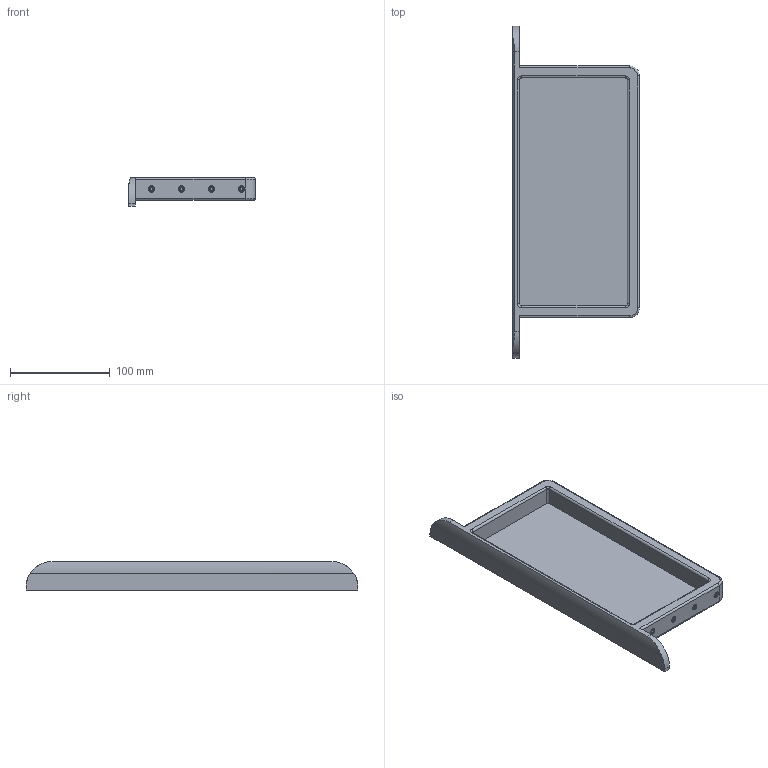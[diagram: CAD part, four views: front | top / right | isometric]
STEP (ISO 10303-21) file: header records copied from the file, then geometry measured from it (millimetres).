
FILE_DESCRIPTION (( 'STEP AP203' ), '1' );
FILE_NAME ('MS001-B.05.002SL.1.1 喲歾.step', '2021-08-27T10:59:19', ( 'Windows User' ), ( 'P R C' ), 'SwSTEP 2.0', 'SolidWorks 2016', '' );
FILE_SCHEMA (( 'CONFIG_CONTROL_DESIGN' ));
Length unit declared in the file: millimetre
Products named in the file (3): И杶-M4X5X4; MS001-B.05.002SL.1.1 喲歾; 喲歾
Assembly tree (11 placements, depth 2):
  MS001-B.05.002SL.1.1 喲歾
    喲歾
    И杶-M4X5X4  x10
Bounding box: 126.94 x 332 x 29 mm (x, y, z)
Volume: 275144.4 mm3; surface area: 103435 mm2
Topology: 11 solids, 11 shells, 2472 faces, 7131 edges, 4722 vertices
Faces by surface type: bspline 1448, cylinder 869, cone 80, plane 75
Entity records: 15738 total; most frequent: CARTESIAN_POINT 8472, ORIENTED_EDGE 1716, DIRECTION 936, EDGE_CURVE 858, VERTEX_POINT 564, B_SPLINE_CURVE_WITH_KNOTS 515, AXIS2_PLACEMENT_3D 421, EDGE_LOOP 328
